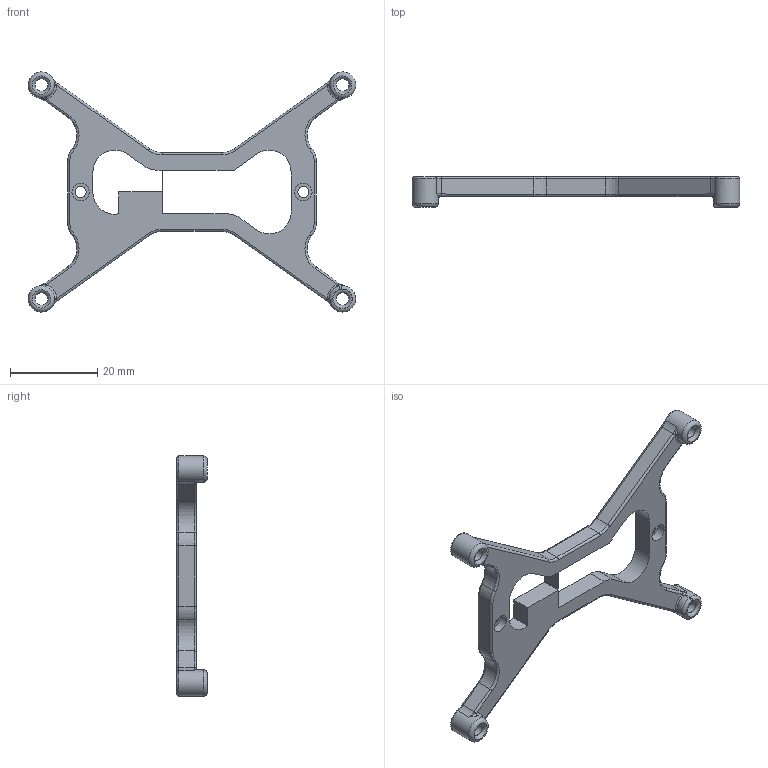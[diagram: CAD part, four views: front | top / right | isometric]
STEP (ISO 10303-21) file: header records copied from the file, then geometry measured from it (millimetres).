
FILE_DESCRIPTION(/* description */ (''),/* implementation_level */ '2;1');
FILE_NAME(/* name */ 'Relay_DIN_Mount.step',/* time_stamp */ '2024-02-29T13:46:55-06:00',/* author */ (''),/* organization */ (''),/* preprocessor_version */ 'ST-DEVELOPER v20',/* originating_system */ 'Autodesk Translation Framework v12.20.1.177',/* authorisation */ '');
FILE_SCHEMA (('AUTOMOTIVE_DESIGN { 1 0 10303 214 3 1 1 }'));
Length unit declared in the file: millimetre
Products named in the file (1): FusionComponent
Bounding box: 75 x 7 x 55 mm (x, y, z)
Volume: 5567.4 mm3; surface area: 4762.9 mm2
Topology: 1 solids, 1 shells, 183 faces, 460 edges, 268 vertices
Faces by surface type: cylinder 63, torus 62, plane 38, bspline 20
Full cylindrical faces by diameter (mm): 2.5 x2, 2.9 x4, 4 x2, 6 x3
Entity records: 6171 total; most frequent: CARTESIAN_POINT 1749, DIRECTION 978, ORIENTED_EDGE 904, EDGE_CURVE 452, AXIS2_PLACEMENT_3D 405, VERTEX_POINT 268, CIRCLE 241, EDGE_LOOP 196
